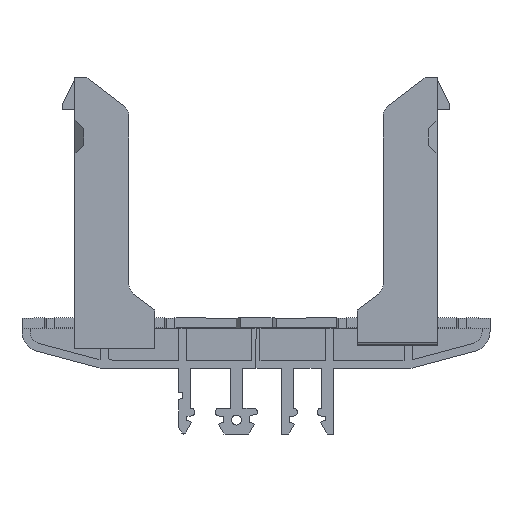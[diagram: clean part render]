
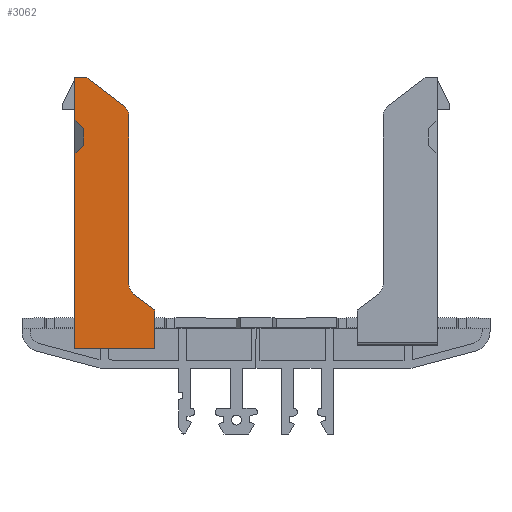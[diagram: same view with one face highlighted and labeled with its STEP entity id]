
A CAD part, front view. The second image highlights one B-rep face of the part: STEP entity #3062.
In plain terms, the highlighted planar face has unit normal (0, -1, 0).
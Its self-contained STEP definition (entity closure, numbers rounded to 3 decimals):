
#385=LINE('',#13737,#1713);
#389=LINE('',#13745,#1717);
#411=LINE('',#13788,#1739);
#425=LINE('',#13815,#1753);
#430=LINE('',#13825,#1758);
#436=LINE('',#13837,#1764);
#438=LINE('',#13843,#1766);
#442=LINE('',#13853,#1770);
#443=LINE('',#13855,#1771);
#444=LINE('',#13857,#1772);
#445=LINE('',#13858,#1773);
#1713=VECTOR('',#11179,1.);
#1717=VECTOR('',#11183,1.);
#1739=VECTOR('',#11209,1.);
#1753=VECTOR('',#11237,1.);
#1758=VECTOR('',#11244,1.);
#1764=VECTOR('',#11256,1.);
#1766=VECTOR('',#11264,1.);
#1770=VECTOR('',#11274,1.);
#1771=VECTOR('',#11277,1.);
#1772=VECTOR('',#11280,1.);
#1773=VECTOR('',#11281,1.);
#3062=ADVANCED_FACE('',(#3989),#3545,.T.);
#3545=PLANE('',#10370);
#3989=FACE_OUTER_BOUND('',#4452,.T.);
#4452=EDGE_LOOP('',(#5332,#5333,#5334,#5335,#5336,#5337,#5338,#5339,#5340,
#5341,#5342,#5343,#5344));
#5332=ORIENTED_EDGE('',*,*,#8961,.F.);
#5333=ORIENTED_EDGE('',*,*,#8966,.T.);
#5334=ORIENTED_EDGE('',*,*,#8920,.T.);
#5335=ORIENTED_EDGE('',*,*,#8947,.F.);
#5336=ORIENTED_EDGE('',*,*,#8982,.F.);
#5337=ORIENTED_EDGE('',*,*,#8975,.F.);
#5338=ORIENTED_EDGE('',*,*,#8978,.F.);
#5339=ORIENTED_EDGE('',*,*,#8980,.T.);
#5340=ORIENTED_EDGE('',*,*,#8973,.F.);
#5341=ORIENTED_EDGE('',*,*,#8972,.T.);
#5342=ORIENTED_EDGE('',*,*,#8983,.F.);
#5343=ORIENTED_EDGE('',*,*,#8924,.T.);
#5344=ORIENTED_EDGE('',*,*,#8981,.T.);
#7894=VERTEX_POINT('',#13736);
#7895=VERTEX_POINT('',#13738);
#7898=VERTEX_POINT('',#13744);
#7899=VERTEX_POINT('',#13746);
#7917=VERTEX_POINT('',#13787);
#7924=VERTEX_POINT('',#13816);
#7925=VERTEX_POINT('',#13817);
#7929=VERTEX_POINT('',#13834);
#7930=VERTEX_POINT('',#13836);
#7931=VERTEX_POINT('',#13840);
#7932=VERTEX_POINT('',#13844);
#7933=VERTEX_POINT('',#13845);
#7934=VERTEX_POINT('',#13850);
#8920=EDGE_CURVE('',#7895,#7894,#385,.T.);
#8924=EDGE_CURVE('',#7899,#7898,#389,.T.);
#8947=EDGE_CURVE('',#7917,#7894,#411,.T.);
#8961=EDGE_CURVE('',#7924,#7925,#425,.T.);
#8966=EDGE_CURVE('',#7924,#7895,#430,.T.);
#8972=EDGE_CURVE('',#7929,#7930,#436,.T.);
#8973=EDGE_CURVE('',#7929,#7931,#10157,.T.);
#8975=EDGE_CURVE('',#7932,#7933,#438,.T.);
#8978=EDGE_CURVE('',#7934,#7932,#10158,.T.);
#8980=EDGE_CURVE('',#7934,#7931,#442,.T.);
#8981=EDGE_CURVE('',#7898,#7925,#443,.T.);
#8982=EDGE_CURVE('',#7933,#7917,#444,.T.);
#8983=EDGE_CURVE('',#7899,#7930,#445,.T.);
#10157=CIRCLE('',#10363,3.);
#10158=CIRCLE('',#10366,3.);
#10363=AXIS2_PLACEMENT_3D('',#13839,#11259,#11260);
#10366=AXIS2_PLACEMENT_3D('',#13849,#11269,#11270);
#10370=AXIS2_PLACEMENT_3D('',#13859,#11282,#11283);
#11179=DIRECTION('',(0.,0.,-1.));
#11183=DIRECTION('',(0.,0.,-1.));
#11209=DIRECTION('',(-1.,0.,0.));
#11237=DIRECTION('',(0.,0.,1.));
#11244=DIRECTION('',(-0.707,0.,-0.707));
#11256=DIRECTION('',(-0.795,0.,0.606));
#11259=DIRECTION('',(0.,1.,0.));
#11260=DIRECTION('',(0.,0.,-1.));
#11264=DIRECTION('',(0.799,0.,-0.602));
#11269=DIRECTION('',(0.,-1.,0.));
#11270=DIRECTION('',(0.,0.,-1.));
#11274=DIRECTION('',(0.,0.,1.));
#11277=DIRECTION('',(0.707,0.,-0.707));
#11280=DIRECTION('',(0.,0.,-1.));
#11281=DIRECTION('',(1.,0.,0.));
#11282=DIRECTION('',(0.,-1.,0.));
#11283=DIRECTION('',(1.,0.,0.));
#13736=CARTESIAN_POINT('',(-45.25,-19.1,-58.1));
#13737=CARTESIAN_POINT('',(-45.25,-19.1,-52.618));
#13738=CARTESIAN_POINT('',(-45.25,-19.1,-9.5));
#13744=CARTESIAN_POINT('',(-45.25,-19.1,-1.));
#13745=CARTESIAN_POINT('',(-45.25,-19.1,-52.618));
#13746=CARTESIAN_POINT('',(-45.25,-19.1,9.5));
#13787=CARTESIAN_POINT('',(-25.25,-19.1,-58.1));
#13788=CARTESIAN_POINT('',(-45.45,-19.1,-58.1));
#13815=CARTESIAN_POINT('',(-43.05,-19.1,-3.17));
#13816=CARTESIAN_POINT('',(-43.05,-19.1,-7.3));
#13817=CARTESIAN_POINT('',(-43.05,-19.1,-3.2));
#13825=CARTESIAN_POINT('',(-42.75,-19.1,-7.));
#13834=CARTESIAN_POINT('',(-32.932,-19.1,2.402));
#13836=CARTESIAN_POINT('',(-42.25,-19.1,9.5));
#13837=CARTESIAN_POINT('',(-32.714,-19.1,2.235));
#13839=CARTESIAN_POINT('',(-34.75,-19.1,0.015));
#13840=CARTESIAN_POINT('',(-31.75,-19.1,0.015));
#13843=CARTESIAN_POINT('',(-30.675,-19.1,-44.412));
#13844=CARTESIAN_POINT('',(-30.555,-19.1,-44.502));
#13845=CARTESIAN_POINT('',(-25.25,-19.1,-48.5));
#13849=CARTESIAN_POINT('',(-28.75,-19.1,-42.106));
#13850=CARTESIAN_POINT('',(-31.75,-19.1,-42.106));
#13853=CARTESIAN_POINT('',(-31.75,-19.1,-56.851));
#13855=CARTESIAN_POINT('',(-43.25,-19.1,-3.));
#13857=CARTESIAN_POINT('',(-25.25,-19.1,-57.47));
#13858=CARTESIAN_POINT('',(-42.15,-19.1,9.5));
#13859=CARTESIAN_POINT('',(-45.45,-19.1,-56.851));
